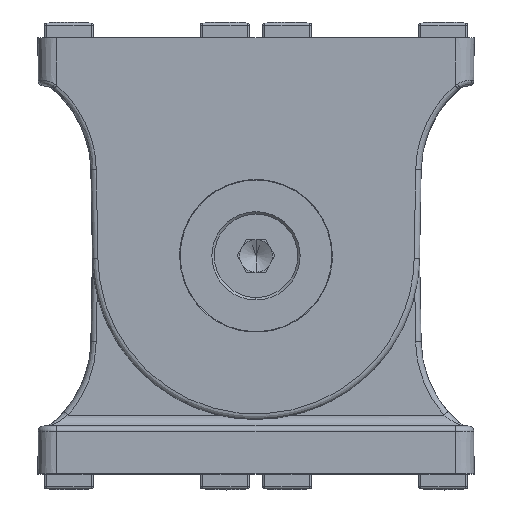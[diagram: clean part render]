
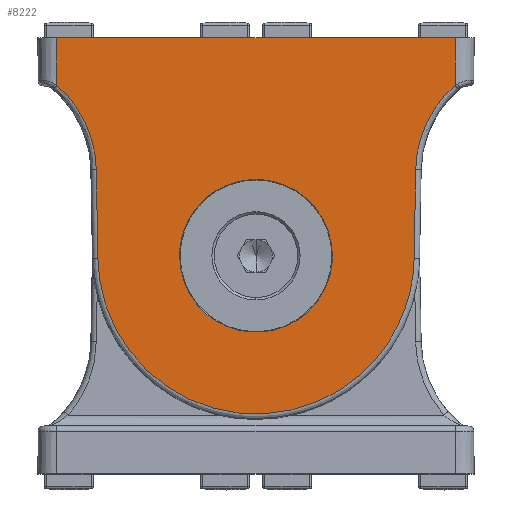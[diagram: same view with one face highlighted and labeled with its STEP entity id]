
A CAD part, top view. The second image highlights one B-rep face of the part: STEP entity #8222.
In plain terms, the highlighted face is planar.
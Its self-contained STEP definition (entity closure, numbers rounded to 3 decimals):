
#284 = VERTEX_POINT ( 'NONE', #3758 ) ;
#295 = VERTEX_POINT ( 'NONE', #3505 ) ;
#407 = DIRECTION ( 'NONE',  ( 0., 1., 0.009 ) ) ;
#755 = EDGE_CURVE ( 'NONE', #2594, #4434, #8657, .T. ) ;
#1594 = EDGE_CURVE ( 'NONE', #11957, #2791, #11689, .T. ) ;
#1615 = VECTOR ( 'NONE', #3555, 1000. ) ;
#1636 = LINE ( 'NONE', #8845, #1615 ) ;
#1638 = VECTOR ( 'NONE', #7606, 1000. ) ;
#1718 = LINE ( 'NONE', #15354, #1638 ) ;
#2115 = FACE_BOUND ( 'NONE', #11152, .T. ) ;
#2154 = FACE_OUTER_BOUND ( 'NONE', #7585, .T. ) ;
#2250 = CARTESIAN_POINT ( 'NONE',  ( 7., 34., -9.703 ) ) ;
#2361 = ORIENTED_EDGE ( 'NONE', *, *, #5460, .T. ) ;
#2594 = VERTEX_POINT ( 'NONE', #15963 ) ;
#2749 = ORIENTED_EDGE ( 'NONE', *, *, #755, .T. ) ;
#2791 = VERTEX_POINT ( 'NONE', #13698 ) ;
#2904 = ORIENTED_EDGE ( 'NONE', *, *, #6980, .T. ) ;
#2955 = VERTEX_POINT ( 'NONE', #3871 ) ;
#3134 = ORIENTED_EDGE ( 'NONE', *, *, #5391, .T. ) ;
#3174 = CARTESIAN_POINT ( 'NONE',  ( 18.25, 4.374, -9.962 ) ) ;
#3398 = ORIENTED_EDGE ( 'NONE', *, *, #8391, .T. ) ;
#3408 = DIRECTION ( 'NONE',  ( 0., -1., -0.009 ) ) ;
#3484 = CARTESIAN_POINT ( 'NONE',  ( 18.25, 0., -10. ) ) ;
#3505 = CARTESIAN_POINT ( 'NONE',  ( -18.25, 0., -10. ) ) ;
#3555 = DIRECTION ( 'NONE',  ( 0.017, -1., -0.009 ) ) ;
#3758 = CARTESIAN_POINT ( 'NONE',  ( 14.64, 12.115, -9.894 ) ) ;
#3871 = CARTESIAN_POINT ( 'NONE',  ( -14.498, 20.257, -9.823 ) ) ;
#3897 = VERTEX_POINT ( 'NONE', #16352 ) ;
#3918 = ORIENTED_EDGE ( 'NONE', *, *, #7005, .T. ) ;
#4208 = CARTESIAN_POINT ( 'NONE',  ( 18.25, 0., -10. ) ) ;
#4434 = VERTEX_POINT ( 'NONE', #17082 ) ;
#4472 = CARTESIAN_POINT ( 'NONE',  ( 14.498, 20.257, -9.823 ) ) ;
#4541 = CARTESIAN_POINT ( 'NONE',  ( 14.009, 48.271, -9.579 ) ) ;
#4673 = CARTESIAN_POINT ( 'NONE',  ( 18.25, 4.374, -9.962 ) ) ;
#4723 = CARTESIAN_POINT ( 'NONE',  ( 15.97, 6.356, -9.945 ) ) ;
#4774 = CARTESIAN_POINT ( 'NONE',  ( -14.498, 20.257, -9.823 ) ) ;
#4789 = CARTESIAN_POINT ( 'NONE',  ( 14.693, 9.095, -9.921 ) ) ;
#4903 = ORIENTED_EDGE ( 'NONE', *, *, #8386, .T. ) ;
#4954 = ORIENTED_EDGE ( 'NONE', *, *, #1594, .F. ) ;
#5391 = EDGE_CURVE ( 'NONE', #2955, #3897, #9816, .T. ) ;
#5460 = EDGE_CURVE ( 'NONE', #295, #2594, #10838, .T. ) ;
#5482 = ORIENTED_EDGE ( 'NONE', *, *, #8413, .F. ) ;
#5650 = PLANE ( 'NONE',  #12064 ) ;
#6017 = CARTESIAN_POINT ( 'NONE',  ( -14.009, 48.271, -9.579 ) ) ;
#6048 = VECTOR ( 'NONE', #3408, 1000. ) ;
#6090 = LINE ( 'NONE', #3484, #6048 ) ;
#6125 = VECTOR ( 'NONE', #6495, 1000. ) ;
#6203 = LINE ( 'NONE', #6581, #6125 ) ;
#6236 = VERTEX_POINT ( 'NONE', #4208 ) ;
#6437 = CARTESIAN_POINT ( 'NONE',  ( 14.64, 12.115, -9.894 ) ) ;
#6495 = DIRECTION ( 'NONE',  ( 0.017, 1., 0.009 ) ) ;
#6581 = CARTESIAN_POINT ( 'NONE',  ( -14.498, 20.253, -9.823 ) ) ;
#6980 = EDGE_CURVE ( 'NONE', #4434, #2955, #6203, .T. ) ;
#7005 = EDGE_CURVE ( 'NONE', #284, #8643, #16079, .T. ) ;
#7027 = EDGE_CURVE ( 'NONE', #8643, #6236, #6090, .T. ) ;
#7108 = DIRECTION ( 'NONE',  ( 0., 1., 0.009 ) ) ;
#7585 = EDGE_LOOP ( 'NONE', ( #2361, #2749, #2904, #3134, #3398, #3918, #17093, #4903 ) ) ;
#7606 = DIRECTION ( 'NONE',  ( -1., 0., 0. ) ) ;
#7666 = CARTESIAN_POINT ( 'NONE',  ( -7., 20., -9.825 ) ) ;
#8222 = ADVANCED_FACE ( 'NONE', ( #2154, #2115 ), #5650, .T. ) ;
#8243 = CARTESIAN_POINT ( 'NONE',  ( -18.25, 0., -10. ) ) ;
#8386 = EDGE_CURVE ( 'NONE', #6236, #295, #1718, .T. ) ;
#8391 = EDGE_CURVE ( 'NONE', #3897, #284, #1636, .T. ) ;
#8413 = EDGE_CURVE ( 'NONE', #2791, #11957, #10698, .T. ) ;
#8643 = VERTEX_POINT ( 'NONE', #3174 ) ;
#8657 =( BOUNDED_CURVE ( )  B_SPLINE_CURVE ( 3, ( #15987, #15047, #14995, #14948 ),
 .UNSPECIFIED., .F., .F. ) 
 B_SPLINE_CURVE_WITH_KNOTS ( ( 4, 4 ),
 ( 0.716, 1.553 ),
 .UNSPECIFIED. ) 
 CURVE ( )  GEOMETRIC_REPRESENTATION_ITEM ( )  RATIONAL_B_SPLINE_CURVE ( ( 1., 0.942, 0.942, 1. ) ) 
 REPRESENTATION_ITEM ( '' )  );
#8777 = CARTESIAN_POINT ( 'NONE',  ( -7., 20., -9.825 ) ) ;
#8831 = CARTESIAN_POINT ( 'NONE',  ( 7., 20., -9.825 ) ) ;
#8845 = CARTESIAN_POINT ( 'NONE',  ( 14.64, 12.111, -9.894 ) ) ;
#9021 = CARTESIAN_POINT ( 'NONE',  ( 7., 20., -9.825 ) ) ;
#9816 =( BOUNDED_CURVE ( )  B_SPLINE_CURVE ( 3, ( #4774, #6017, #4541, #4472 ),
 .UNSPECIFIED., .F., .T. ) 
 B_SPLINE_CURVE_WITH_KNOTS ( ( 4, 4 ),
 ( 1.588, 4.695 ),
 .UNSPECIFIED. ) 
 CURVE ( )  GEOMETRIC_REPRESENTATION_ITEM ( )  RATIONAL_B_SPLINE_CURVE ( ( 1., 0.345, 0.345, 1. ) ) 
 REPRESENTATION_ITEM ( '' )  );
#10145 = CARTESIAN_POINT ( 'NONE',  ( -7., 6., -9.948 ) ) ;
#10698 =( BOUNDED_CURVE ( )  B_SPLINE_CURVE ( 3, ( #7666, #15399, #2250, #11660 ),
 .UNSPECIFIED., .F., .T. ) 
 B_SPLINE_CURVE_WITH_KNOTS ( ( 4, 4 ),
 ( 4.712, 7.854 ),
 .UNSPECIFIED. ) 
 CURVE ( )  GEOMETRIC_REPRESENTATION_ITEM ( )  RATIONAL_B_SPLINE_CURVE ( ( 1., 0.333, 0.333, 1. ) ) 
 REPRESENTATION_ITEM ( '' )  );
#10821 = VECTOR ( 'NONE', #407, 1000. ) ;
#10838 = LINE ( 'NONE', #8243, #10821 ) ;
#11152 = EDGE_LOOP ( 'NONE', ( #4954, #5482 ) ) ;
#11660 = CARTESIAN_POINT ( 'NONE',  ( 7., 20., -9.825 ) ) ;
#11689 =( BOUNDED_CURVE ( )  B_SPLINE_CURVE ( 3, ( #8831, #11876, #10145, #8777 ),
 .UNSPECIFIED., .F., .F. ) 
 B_SPLINE_CURVE_WITH_KNOTS ( ( 4, 4 ),
 ( 1.571, 4.712 ),
 .UNSPECIFIED. ) 
 CURVE ( )  GEOMETRIC_REPRESENTATION_ITEM ( )  RATIONAL_B_SPLINE_CURVE ( ( 1., 0.333, 0.333, 1. ) ) 
 REPRESENTATION_ITEM ( '' )  );
#11876 = CARTESIAN_POINT ( 'NONE',  ( 7., 6., -9.948 ) ) ;
#11957 = VERTEX_POINT ( 'NONE', #9021 ) ;
#12064 = AXIS2_PLACEMENT_3D ( 'NONE', #13626, #14866, #7108 ) ;
#13626 = CARTESIAN_POINT ( 'NONE',  ( 20., 0., -10. ) ) ;
#13698 = CARTESIAN_POINT ( 'NONE',  ( -7., 20., -9.825 ) ) ;
#14866 = DIRECTION ( 'NONE',  ( 0., 0.009, -1. ) ) ;
#14948 = CARTESIAN_POINT ( 'NONE',  ( -14.64, 12.115, -9.894 ) ) ;
#14995 = CARTESIAN_POINT ( 'NONE',  ( -14.693, 9.095, -9.921 ) ) ;
#15047 = CARTESIAN_POINT ( 'NONE',  ( -15.97, 6.356, -9.945 ) ) ;
#15354 = CARTESIAN_POINT ( 'NONE',  ( 20., 0., -10. ) ) ;
#15399 = CARTESIAN_POINT ( 'NONE',  ( -7., 34., -9.703 ) ) ;
#15963 = CARTESIAN_POINT ( 'NONE',  ( -18.25, 4.374, -9.962 ) ) ;
#15987 = CARTESIAN_POINT ( 'NONE',  ( -18.25, 4.374, -9.962 ) ) ;
#16079 =( BOUNDED_CURVE ( )  B_SPLINE_CURVE ( 3, ( #6437, #4789, #4723, #4673 ),
 .UNSPECIFIED., .F., .F. ) 
 B_SPLINE_CURVE_WITH_KNOTS ( ( 4, 4 ),
 ( 4.73, 5.568 ),
 .UNSPECIFIED. ) 
 CURVE ( )  GEOMETRIC_REPRESENTATION_ITEM ( )  RATIONAL_B_SPLINE_CURVE ( ( 1., 0.942, 0.942, 1. ) ) 
 REPRESENTATION_ITEM ( '' )  );
#16352 = CARTESIAN_POINT ( 'NONE',  ( 14.498, 20.257, -9.823 ) ) ;
#17082 = CARTESIAN_POINT ( 'NONE',  ( -14.64, 12.115, -9.894 ) ) ;
#17093 = ORIENTED_EDGE ( 'NONE', *, *, #7027, .T. ) ;
